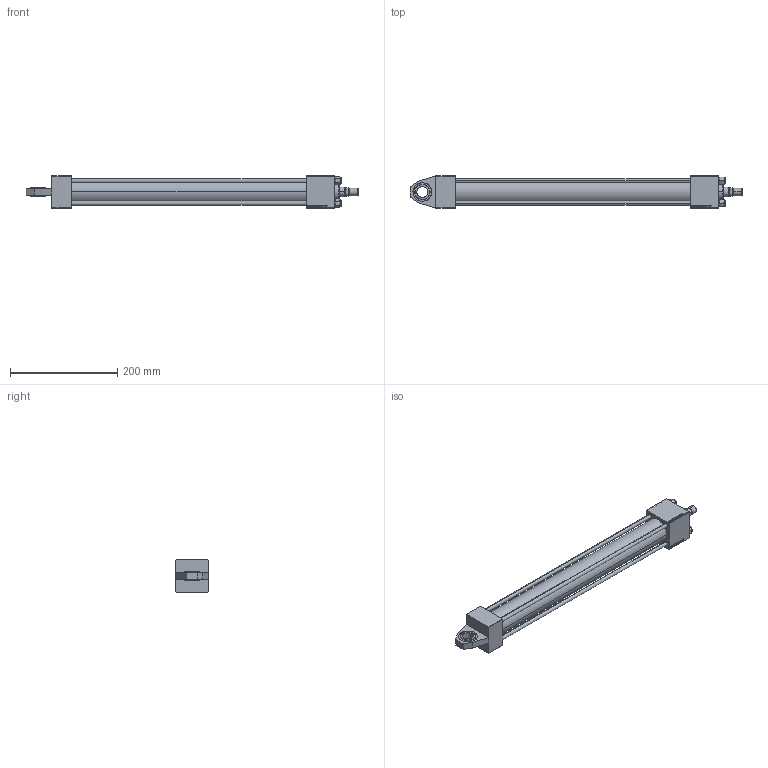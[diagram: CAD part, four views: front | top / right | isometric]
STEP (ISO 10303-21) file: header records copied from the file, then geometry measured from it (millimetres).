
FILE_DESCRIPTION (( 'STEP AP203' ), '1' );
FILE_NAME ('2456.STEP', '2022-04-14T21:06:48', ( '' ), ( '' ), 'SwSTEP 2.0', 'SolidWorks 2019', '' );
FILE_SCHEMA (( 'CONFIG_CONTROL_DESIGN' ));
Length unit declared in the file: millimetre
Products named in the file (8): V215CR_J_Body 462a00e0d7134409d440a625ffc7406c; ROD_END_AH 462a00e0d7134409d440a625ffc7406c; V215_VC_A 462a00e0d7134409d440a625ffc7406c; V215CR_VCP_J 462a00e0d7134409d440a625ffc7406c; NUT_M5_J 462a00e0d7134409d440a625ffc7406c; V215CR_J_VNITRNI_KROUZEK 462a00e0d7134409d440a625ffc7406c; V215CR_TYCINKA_J 462a00e0d7134409d440a625ffc7406c; 2456
Assembly tree (13 placements, depth 2):
  2456
    V215CR_J_Body 462a00e0d7134409d440a625ffc7406c
    V215CR_J_VNITRNI_KROUZEK 462a00e0d7134409d440a625ffc7406c
    V215CR_VCP_J 462a00e0d7134409d440a625ffc7406c
    V215CR_TYCINKA_J 462a00e0d7134409d440a625ffc7406c  x4
    NUT_M5_J 462a00e0d7134409d440a625ffc7406c  x4
    V215_VC_A 462a00e0d7134409d440a625ffc7406c
    ROD_END_AH 462a00e0d7134409d440a625ffc7406c
Bounding box: 619 x 60 x 60 mm (x, y, z)
Volume: 757583.2 mm3; surface area: 278081.3 mm2
Topology: 13 solids, 13 shells, 1159 faces, 2894 edges, 1875 vertices
Faces by surface type: plane 520, bspline 392, cone 132, cylinder 93, torus 22
Entity records: 50722 total; most frequent: CARTESIAN_POINT 27145, ORIENTED_EDGE 5280, DIRECTION 3390, EDGE_CURVE 2640, VERTEX_POINT 1731, LINE 1566, VECTOR 1566, EDGE_LOOP 1169
